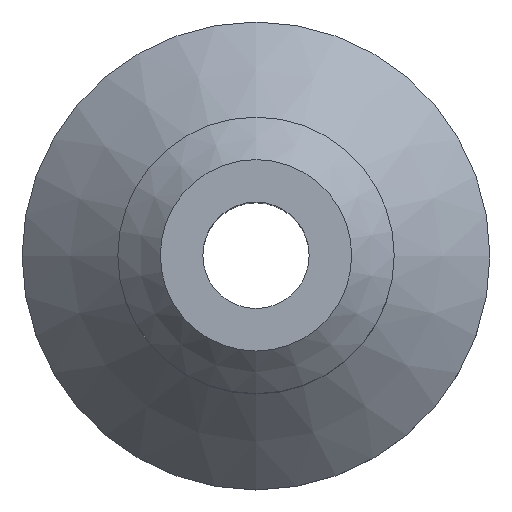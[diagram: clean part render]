
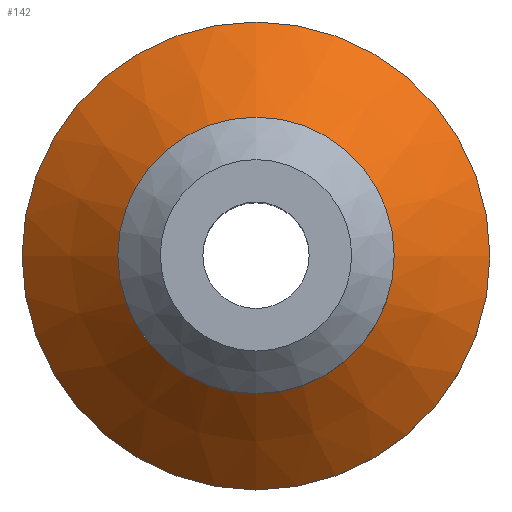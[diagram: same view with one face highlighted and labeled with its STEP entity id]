
A CAD part, top view. The second image highlights one B-rep face of the part: STEP entity #142.
In plain terms, the highlighted conical face has half-angle 45 degrees and reference radius 8.75 mm.
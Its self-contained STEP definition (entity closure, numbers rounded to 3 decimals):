
#30=FACE_OUTER_BOUND('',#42,.T.);
#42=EDGE_LOOP('',(#118,#119,#120,#121));
#51=LINE('',#259,#58);
#58=VECTOR('',#218,8.75);
#68=CIRCLE('',#173,6.5);
#69=CIRCLE('',#175,11.);
#78=VERTEX_POINT('',#253);
#79=VERTEX_POINT('',#257);
#91=EDGE_CURVE('',#78,#78,#68,.T.);
#93=EDGE_CURVE('',#79,#79,#69,.T.);
#94=EDGE_CURVE('',#79,#78,#51,.T.);
#118=ORIENTED_EDGE('',*,*,#93,.F.);
#119=ORIENTED_EDGE('',*,*,#94,.T.);
#120=ORIENTED_EDGE('',*,*,#91,.T.);
#121=ORIENTED_EDGE('',*,*,#94,.F.);
#135=CONICAL_SURFACE('',#174,8.75,0.785);
#142=ADVANCED_FACE('',(#30),#135,.T.);
#173=AXIS2_PLACEMENT_3D('',#254,#211,#212);
#174=AXIS2_PLACEMENT_3D('',#256,#214,#215);
#175=AXIS2_PLACEMENT_3D('',#258,#216,#217);
#211=DIRECTION('center_axis',(0.,0.,-1.));
#212=DIRECTION('ref_axis',(1.,0.,0.));
#214=DIRECTION('center_axis',(0.,0.,-1.));
#215=DIRECTION('ref_axis',(0.,1.,0.));
#216=DIRECTION('center_axis',(0.,0.,-1.));
#217=DIRECTION('ref_axis',(1.,0.,0.));
#218=DIRECTION('',(0.,0.707,0.707));
#253=CARTESIAN_POINT('',(0.,-6.5,7.));
#254=CARTESIAN_POINT('Origin',(0.,0.,7.));
#256=CARTESIAN_POINT('Origin',(0.,0.,4.75));
#257=CARTESIAN_POINT('',(0.,-11.,2.5));
#258=CARTESIAN_POINT('Origin',(0.,0.,2.5));
#259=CARTESIAN_POINT('',(0.,-8.75,4.75));
